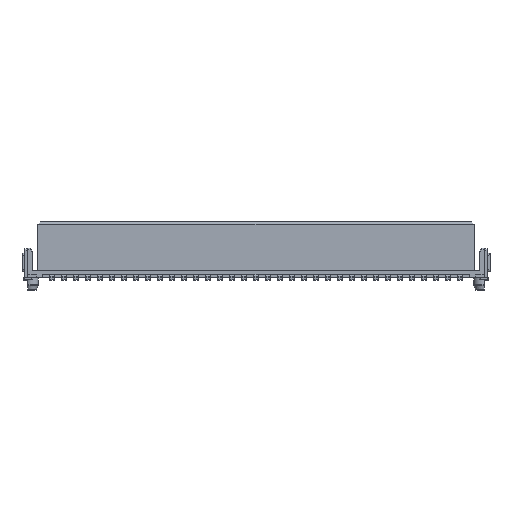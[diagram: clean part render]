
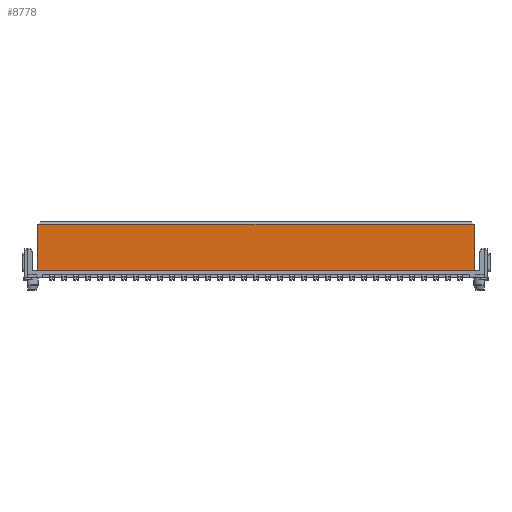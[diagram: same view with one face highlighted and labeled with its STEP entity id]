
A CAD part, top view. The second image highlights one B-rep face of the part: STEP entity #8778.
In plain terms, the highlighted planar face has unit normal (0, 0, 1).
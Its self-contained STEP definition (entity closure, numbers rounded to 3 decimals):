
#8778=ADVANCED_FACE('',(#12135),#10293,.T.);
#10293=PLANE('',#53367);
#12135=FACE_OUTER_BOUND('',#14235,.T.);
#14235=EDGE_LOOP('',(#23873,#23874,#23875,#23876));
#23873=ORIENTED_EDGE('',*,*,#33296,.T.);
#23874=ORIENTED_EDGE('',*,*,#33297,.T.);
#23875=ORIENTED_EDGE('',*,*,#33259,.T.);
#23876=ORIENTED_EDGE('',*,*,#33287,.T.);
#28154=VERTEX_POINT('',#75651);
#28155=VERTEX_POINT('',#75653);
#28173=VERTEX_POINT('',#75708);
#28176=VERTEX_POINT('',#75725);
#33259=EDGE_CURVE('',#28155,#28154,#39627,.T.);
#33287=EDGE_CURVE('',#28154,#28173,#39655,.T.);
#33296=EDGE_CURVE('',#28173,#28176,#39664,.T.);
#33297=EDGE_CURVE('',#28176,#28155,#39665,.T.);
#39627=LINE('',#75652,#44365);
#39655=LINE('',#75709,#44393);
#39664=LINE('',#75726,#44402);
#39665=LINE('',#75728,#44403);
#44365=VECTOR('',#63476,1.);
#44393=VECTOR('',#63524,1.);
#44402=VECTOR('',#63543,1.);
#44403=VECTOR('',#63546,1.);
#53367=AXIS2_PLACEMENT_3D('',#75729,#63547,#63548);
#63476=DIRECTION('',(0.,1.,0.));
#63524=DIRECTION('',(-1.,0.,0.));
#63543=DIRECTION('',(0.,-1.,0.));
#63546=DIRECTION('',(1.,0.,0.));
#63547=DIRECTION('',(0.,0.,1.));
#63548=DIRECTION('',(0.,-1.,0.));
#75651=CARTESIAN_POINT('',(18.915,13.94,33.485));
#75652=CARTESIAN_POINT('',(18.915,9.09,33.485));
#75653=CARTESIAN_POINT('',(18.915,9.09,33.485));
#75708=CARTESIAN_POINT('',(-27.285,13.94,33.485));
#75709=CARTESIAN_POINT('',(18.915,13.94,33.485));
#75725=CARTESIAN_POINT('',(-27.285,9.09,33.485));
#75726=CARTESIAN_POINT('',(-27.285,13.94,33.485));
#75728=CARTESIAN_POINT('',(-27.285,9.09,33.485));
#75729=CARTESIAN_POINT('',(-27.485,14.14,33.485));
